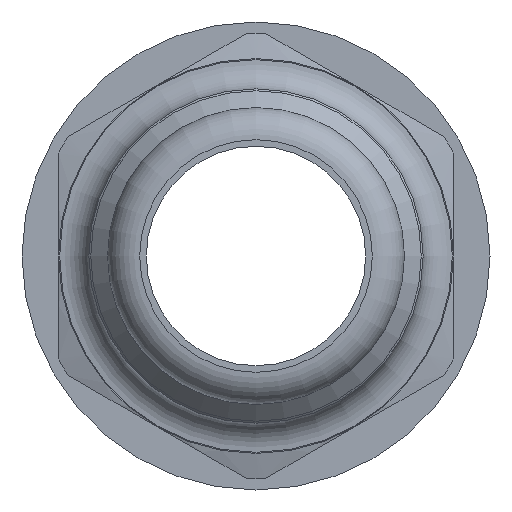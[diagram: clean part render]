
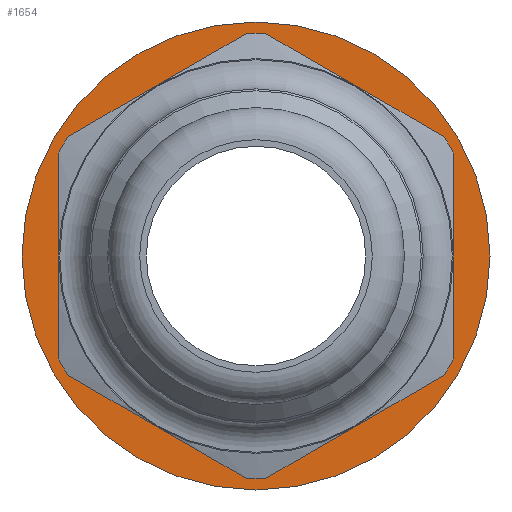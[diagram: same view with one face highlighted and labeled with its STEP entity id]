
A CAD part, left-side view. The second image highlights one B-rep face of the part: STEP entity #1654.
In plain terms, the highlighted face is planar.
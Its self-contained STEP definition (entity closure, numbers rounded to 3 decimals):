
#1417=CARTESIAN_POINT('',(3.031,12.95,0.0));
#1418=VERTEX_POINT('',#1417);
#1425=CARTESIAN_POINT('',(12.731,-3.85,0.0));
#1426=VERTEX_POINT('',#1425);
#1427=CARTESIAN_POINT('',(0.0,0.0,0.0));
#1428=DIRECTION('',(0.0,0.0,1.0));
#1429=DIRECTION('',(-0.957,0.289,0.0));
#1430=AXIS2_PLACEMENT_3D('',#1427,#1428,#1429);
#1431=CIRCLE('',#1430,13.3);
#1432=EDGE_CURVE('',#1426,#1418,#1431,.T.);
#1457=CARTESIAN_POINT('',(9.699,-9.1,0.0));
#1458=VERTEX_POINT('',#1457);
#1459=CARTESIAN_POINT('',(9.699,-9.1,0.0));
#1460=DIRECTION('',(0.5,0.866,0.0));
#1461=VECTOR('',#1460,6.062);
#1462=LINE('',#1459,#1461);
#1463=EDGE_CURVE('',#1458,#1426,#1462,.T.);
#1489=CARTESIAN_POINT('',(-9.699,-9.1,0.0));
#1490=VERTEX_POINT('',#1489);
#1491=CARTESIAN_POINT('',(0.0,0.0,0.0));
#1492=DIRECTION('',(0.0,0.0,1.0));
#1493=DIRECTION('',(0.729,0.684,0.0));
#1494=AXIS2_PLACEMENT_3D('',#1491,#1492,#1493);
#1495=CIRCLE('',#1494,13.3);
#1496=EDGE_CURVE('',#1490,#1458,#1495,.T.);
#1521=CARTESIAN_POINT('',(-12.731,-3.85,0.0));
#1522=VERTEX_POINT('',#1521);
#1523=CARTESIAN_POINT('',(-12.731,-3.85,0.0));
#1524=DIRECTION('',(0.5,-0.866,0.0));
#1525=VECTOR('',#1524,6.062);
#1526=LINE('',#1523,#1525);
#1527=EDGE_CURVE('',#1522,#1490,#1526,.T.);
#1553=CARTESIAN_POINT('',(-3.031,12.95,0.0));
#1554=VERTEX_POINT('',#1553);
#1555=CARTESIAN_POINT('',(0.0,0.0,0.0));
#1556=DIRECTION('',(0.0,0.0,1.0));
#1557=DIRECTION('',(0.228,-0.974,0.0));
#1558=AXIS2_PLACEMENT_3D('',#1555,#1556,#1557);
#1559=CIRCLE('',#1558,13.3);
#1560=EDGE_CURVE('',#1554,#1522,#1559,.T.);
#1583=CARTESIAN_POINT('',(3.031,12.95,0.0));
#1584=DIRECTION('',(-1.0,0.0,0.0));
#1585=VECTOR('',#1584,6.062);
#1586=LINE('',#1583,#1585);
#1587=EDGE_CURVE('',#1418,#1554,#1586,.T.);
#1609=CARTESIAN_POINT('',(16.0,0.,0.0));
#1610=VERTEX_POINT('',#1609);
#1611=CARTESIAN_POINT('',(0.0,0.0,0.0));
#1612=DIRECTION('',(0.0,0.0,-1.0));
#1613=DIRECTION('',(-1.0,0.0,0.0));
#1614=AXIS2_PLACEMENT_3D('',#1611,#1612,#1613);
#1615=CIRCLE('',#1614,16.0);
#1616=EDGE_CURVE('',#1610,#1610,#1615,.T.);
#1638=CARTESIAN_POINT('',(0.0,0.0,0.0));
#1639=DIRECTION('',(0.0,0.0,-1.0));
#1640=DIRECTION('',(-1.0,0.0,0.0));
#1641=AXIS2_PLACEMENT_3D('',#1638,#1639,#1640);
#1642=PLANE('',#1641);
#1643=ORIENTED_EDGE('',*,*,#1616,.T.);
#1644=EDGE_LOOP('',(#1643));
#1645=FACE_OUTER_BOUND('',#1644,.T.);
#1646=ORIENTED_EDGE('',*,*,#1432,.T.);
#1647=ORIENTED_EDGE('',*,*,#1587,.T.);
#1648=ORIENTED_EDGE('',*,*,#1560,.T.);
#1649=ORIENTED_EDGE('',*,*,#1527,.T.);
#1650=ORIENTED_EDGE('',*,*,#1496,.T.);
#1651=ORIENTED_EDGE('',*,*,#1463,.T.);
#1652=EDGE_LOOP('',(#1646,#1647,#1648,#1649,#1650,#1651));
#1653=FACE_BOUND('',#1652,.T.);
#1654=ADVANCED_FACE('',(#1645,#1653),#1642,.T.);
